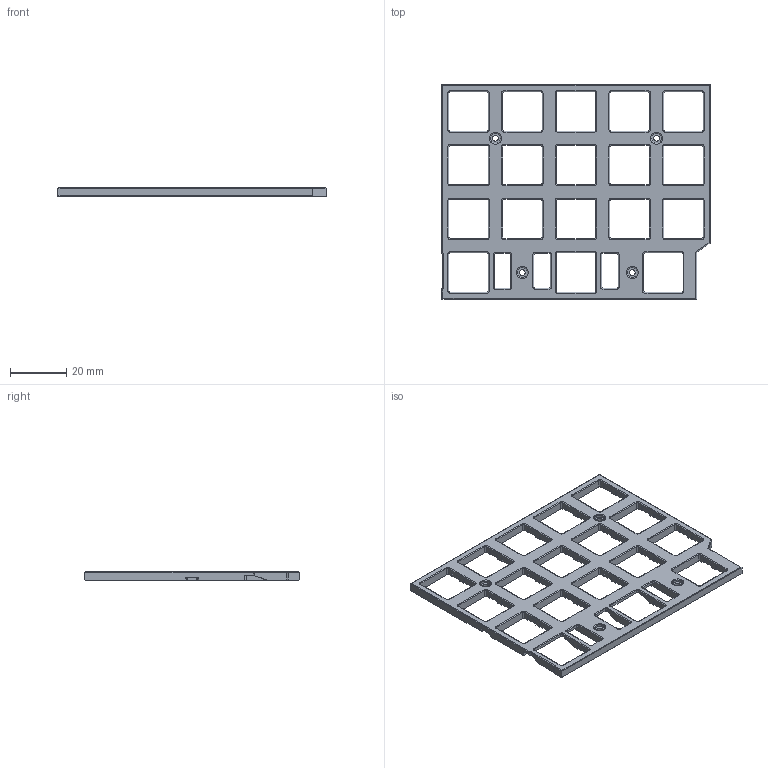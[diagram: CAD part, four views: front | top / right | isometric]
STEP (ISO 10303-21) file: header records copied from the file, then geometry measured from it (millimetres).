
FILE_DESCRIPTION(/* description */ ('STEP AP242','CAx-IF Rec.Pracs.---Representation and Presentation of Product Manufacturing Information (PMI)---4.0---2014-10-13','CAx-IF Rec.Pracs.---3D Tessellated Geometry---0.4---2014-09-14','2;1'),/* implementation_level */ '2;1');
FILE_NAME(/* name */ '659fa4bdab4d6a061adaf542',/* time_stamp */ '2024-01-11T08:20:14Z',/* author */ (''),/* organization */ (''),/* preprocessor_version */ 'ST-DEVELOPER v19.4',/* originating_system */ ' ',/* authorisation */ ' ');
FILE_SCHEMA (('AP242_MANAGED_MODEL_BASED_3D_ENGINEERING_MIM_LF { 1 0 10303 442 1 1 4 }'));
Length unit declared in the file: metre
Products named in the file (1): PlateC
Bounding box: 95.05 x 76.23 x 3 mm (x, y, z)
Volume: 9503.3 mm3; surface area: 11122.9 mm2
Topology: 1 solids, 1 shells, 716 faces, 1951 edges, 1237 vertices
Faces by surface type: plane 529, cylinder 97, cone 90
Full cylindrical faces by diameter (mm): 2 x4, 3.6 x4
Entity records: 22183 total; most frequent: CARTESIAN_POINT 3891, ORIENTED_EDGE 3870, DIRECTION 3655, EDGE_CURVE 1935, LINE 1645, VECTOR 1645, VERTEX_POINT 1233, AXIS2_PLACEMENT_3D 1005
